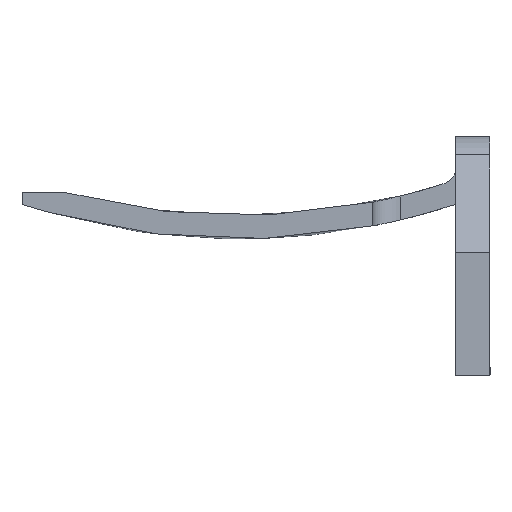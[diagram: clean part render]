
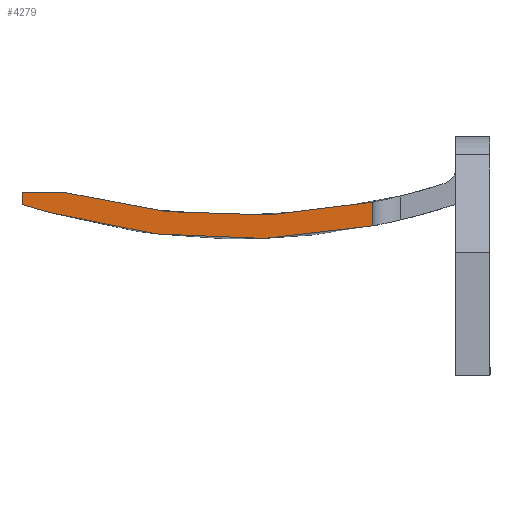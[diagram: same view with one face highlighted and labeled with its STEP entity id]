
A CAD part, front view. The second image highlights one B-rep face of the part: STEP entity #4279.
In plain terms, the highlighted planar face has unit normal (0, -1, 0).
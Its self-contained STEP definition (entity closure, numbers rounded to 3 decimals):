
#1905 = CYLINDRICAL_SURFACE('',#1906,50.743);
#1906 = AXIS2_PLACEMENT_3D('',#1907,#1908,#1909);
#1907 = CARTESIAN_POINT('',(16.169,-108.5,76.743));
#1908 = DIRECTION('',(0.,1.,0.));
#1909 = DIRECTION('',(1.,0.,0.));
#1960 = CYLINDRICAL_SURFACE('',#1961,49.043);
#1961 = AXIS2_PLACEMENT_3D('',#1962,#1963,#1964);
#1962 = CARTESIAN_POINT('',(16.169,-108.5,76.743));
#1963 = DIRECTION('',(0.,1.,0.));
#1964 = DIRECTION('',(1.,0.,0.));
#2677 = VERTEX_POINT('',#2678);
#2678 = CARTESIAN_POINT('',(2.309,-158.5,27.93));
#2692 = PLANE('',#2693);
#2693 = AXIS2_PLACEMENT_3D('',#2694,#2695,#2696);
#2694 = CARTESIAN_POINT('',(2.309,-108.5,27.93));
#2695 = DIRECTION('',(-0.273,0.,
    -0.962));
#2696 = DIRECTION('',(-0.962,0.,0.273)
  );
#2704 = EDGE_CURVE('',#2677,#2705,#2707,.T.);
#2705 = VERTEX_POINT('',#2706);
#2706 = CARTESIAN_POINT('',(25.948,-158.5,26.951));
#2707 = SURFACE_CURVE('',#2708,(#2713,#2720),.PCURVE_S1.);
#2708 = CIRCLE('',#2709,50.743);
#2709 = AXIS2_PLACEMENT_3D('',#2710,#2711,#2712);
#2710 = CARTESIAN_POINT('',(16.169,-158.5,76.743));
#2711 = DIRECTION('',(0.,-1.,0.));
#2712 = DIRECTION('',(1.,0.,0.));
#2713 = PCURVE('',#1905,#2714);
#2714 = DEFINITIONAL_REPRESENTATION('',(#2715),#2719);
#2715 = LINE('',#2716,#2717);
#2716 = CARTESIAN_POINT('',(-0.,-50.));
#2717 = VECTOR('',#2718,1.);
#2718 = DIRECTION('',(-1.,0.));
#2719 = ( GEOMETRIC_REPRESENTATION_CONTEXT(2) 
PARAMETRIC_REPRESENTATION_CONTEXT() REPRESENTATION_CONTEXT('2D SPACE',''
  ) );
#2720 = PCURVE('',#2721,#2726);
#2721 = PLANE('',#2722);
#2722 = AXIS2_PLACEMENT_3D('',#2723,#2724,#2725);
#2723 = CARTESIAN_POINT('',(17.731,-158.5,28.195));
#2724 = DIRECTION('',(0.,1.,0.));
#2725 = DIRECTION('',(0.,0.,1.));
#2726 = DEFINITIONAL_REPRESENTATION('',(#2727),#2735);
#2727 = ( BOUNDED_CURVE() B_SPLINE_CURVE(2,(#2728,#2729,#2730,#2731,
#2732,#2733,#2734),.UNSPECIFIED.,.T.,.F.) B_SPLINE_CURVE_WITH_KNOTS((1,2
    ,2,2,2,1),(-2.094,0.,2.094,4.189,
6.283,8.378),.UNSPECIFIED.) CURVE() 
GEOMETRIC_REPRESENTATION_ITEM() RATIONAL_B_SPLINE_CURVE((1.,0.5,1.,0.5,
1.,0.5,1.)) REPRESENTATION_ITEM('') );
#2728 = CARTESIAN_POINT('',(48.547,49.181));
#2729 = CARTESIAN_POINT('',(136.436,49.181));
#2730 = CARTESIAN_POINT('',(92.492,-26.933));
#2731 = CARTESIAN_POINT('',(48.547,-103.047));
#2732 = CARTESIAN_POINT('',(4.603,-26.933));
#2733 = CARTESIAN_POINT('',(-39.342,49.181));
#2734 = CARTESIAN_POINT('',(48.547,49.181));
#2735 = ( GEOMETRIC_REPRESENTATION_CONTEXT(2) 
PARAMETRIC_REPRESENTATION_CONTEXT() REPRESENTATION_CONTEXT('2D SPACE',''
  ) );
#2753 = PLANE('',#2754);
#2754 = AXIS2_PLACEMENT_3D('',#2755,#2756,#2757);
#2755 = CARTESIAN_POINT('',(25.948,-157.8,31.));
#2756 = DIRECTION('',(-1.,0.,0.));
#2757 = DIRECTION('',(0.,-1.,0.));
#3882 = VERTEX_POINT('',#3883);
#3883 = CARTESIAN_POINT('',(3.368,-158.5,29.4));
#3897 = PLANE('',#3898);
#3898 = AXIS2_PLACEMENT_3D('',#3899,#3900,#3901);
#3899 = CARTESIAN_POINT('',(3.368,-108.5,29.4));
#3900 = DIRECTION('',(0.,0.,-1.));
#3901 = DIRECTION('',(-1.,0.,0.));
#3909 = EDGE_CURVE('',#3882,#3910,#3912,.T.);
#3910 = VERTEX_POINT('',#3911);
#3911 = CARTESIAN_POINT('',(25.948,-158.5,28.685));
#3912 = SURFACE_CURVE('',#3913,(#3918,#3925),.PCURVE_S1.);
#3913 = CIRCLE('',#3914,49.043);
#3914 = AXIS2_PLACEMENT_3D('',#3915,#3916,#3917);
#3915 = CARTESIAN_POINT('',(16.169,-158.5,76.743));
#3916 = DIRECTION('',(0.,-1.,0.));
#3917 = DIRECTION('',(1.,0.,0.));
#3918 = PCURVE('',#1960,#3919);
#3919 = DEFINITIONAL_REPRESENTATION('',(#3920),#3924);
#3920 = LINE('',#3921,#3922);
#3921 = CARTESIAN_POINT('',(-0.,-50.));
#3922 = VECTOR('',#3923,1.);
#3923 = DIRECTION('',(-1.,0.));
#3924 = ( GEOMETRIC_REPRESENTATION_CONTEXT(2) 
PARAMETRIC_REPRESENTATION_CONTEXT() REPRESENTATION_CONTEXT('2D SPACE',''
  ) );
#3925 = PCURVE('',#2721,#3926);
#3926 = DEFINITIONAL_REPRESENTATION('',(#3927),#3935);
#3927 = ( BOUNDED_CURVE() B_SPLINE_CURVE(2,(#3928,#3929,#3930,#3931,
#3932,#3933,#3934),.UNSPECIFIED.,.T.,.F.) B_SPLINE_CURVE_WITH_KNOTS((1,2
    ,2,2,2,1),(-2.094,0.,2.094,4.189,
6.283,8.378),.UNSPECIFIED.) CURVE() 
GEOMETRIC_REPRESENTATION_ITEM() RATIONAL_B_SPLINE_CURVE((1.,0.5,1.,0.5,
1.,0.5,1.)) REPRESENTATION_ITEM('') );
#3928 = CARTESIAN_POINT('',(48.547,47.481));
#3929 = CARTESIAN_POINT('',(133.492,47.481));
#3930 = CARTESIAN_POINT('',(91.02,-26.083));
#3931 = CARTESIAN_POINT('',(48.547,-99.647));
#3932 = CARTESIAN_POINT('',(6.075,-26.083));
#3933 = CARTESIAN_POINT('',(-36.397,47.481));
#3934 = CARTESIAN_POINT('',(48.547,47.481));
#3935 = ( GEOMETRIC_REPRESENTATION_CONTEXT(2) 
PARAMETRIC_REPRESENTATION_CONTEXT() REPRESENTATION_CONTEXT('2D SPACE',''
  ) );
#4259 = EDGE_CURVE('',#2705,#3910,#4260,.T.);
#4260 = SURFACE_CURVE('',#4261,(#4265,#4272),.PCURVE_S1.);
#4261 = LINE('',#4262,#4263);
#4262 = CARTESIAN_POINT('',(25.948,-158.5,29.598));
#4263 = VECTOR('',#4264,1.);
#4264 = DIRECTION('',(0.,0.,1.));
#4265 = PCURVE('',#2753,#4266);
#4266 = DEFINITIONAL_REPRESENTATION('',(#4267),#4271);
#4267 = LINE('',#4268,#4269);
#4268 = CARTESIAN_POINT('',(0.7,-1.402));
#4269 = VECTOR('',#4270,1.);
#4270 = DIRECTION('',(0.,1.));
#4271 = ( GEOMETRIC_REPRESENTATION_CONTEXT(2) 
PARAMETRIC_REPRESENTATION_CONTEXT() REPRESENTATION_CONTEXT('2D SPACE',''
  ) );
#4272 = PCURVE('',#2721,#4273);
#4273 = DEFINITIONAL_REPRESENTATION('',(#4274),#4278);
#4274 = LINE('',#4275,#4276);
#4275 = CARTESIAN_POINT('',(1.402,8.217));
#4276 = VECTOR('',#4277,1.);
#4277 = DIRECTION('',(1.,0.));
#4278 = ( GEOMETRIC_REPRESENTATION_CONTEXT(2) 
PARAMETRIC_REPRESENTATION_CONTEXT() REPRESENTATION_CONTEXT('2D SPACE',''
  ) );
#4279 = ADVANCED_FACE('',(#4280),#2721,.F.);
#4280 = FACE_BOUND('',#4281,.F.);
#4281 = EDGE_LOOP('',(#4282,#4283,#4306,#4334,#4355,#4356));
#4282 = ORIENTED_EDGE('',*,*,#2704,.F.);
#4283 = ORIENTED_EDGE('',*,*,#4284,.T.);
#4284 = EDGE_CURVE('',#2677,#4285,#4287,.T.);
#4285 = VERTEX_POINT('',#4286);
#4286 = CARTESIAN_POINT('',(0.3,-158.5,28.5));
#4287 = SURFACE_CURVE('',#4288,(#4292,#4299),.PCURVE_S1.);
#4288 = LINE('',#4289,#4290);
#4289 = CARTESIAN_POINT('',(2.309,-158.5,27.93));
#4290 = VECTOR('',#4291,1.);
#4291 = DIRECTION('',(-0.962,0.,0.273)
  );
#4292 = PCURVE('',#2721,#4293);
#4293 = DEFINITIONAL_REPRESENTATION('',(#4294),#4298);
#4294 = LINE('',#4295,#4296);
#4295 = CARTESIAN_POINT('',(-0.266,-15.421));
#4296 = VECTOR('',#4297,1.);
#4297 = DIRECTION('',(0.273,-0.962));
#4298 = ( GEOMETRIC_REPRESENTATION_CONTEXT(2) 
PARAMETRIC_REPRESENTATION_CONTEXT() REPRESENTATION_CONTEXT('2D SPACE',''
  ) );
#4299 = PCURVE('',#2692,#4300);
#4300 = DEFINITIONAL_REPRESENTATION('',(#4301),#4305);
#4301 = LINE('',#4302,#4303);
#4302 = CARTESIAN_POINT('',(0.,-50.));
#4303 = VECTOR('',#4304,1.);
#4304 = DIRECTION('',(1.,0.));
#4305 = ( GEOMETRIC_REPRESENTATION_CONTEXT(2) 
PARAMETRIC_REPRESENTATION_CONTEXT() REPRESENTATION_CONTEXT('2D SPACE',''
  ) );
#4306 = ORIENTED_EDGE('',*,*,#4307,.F.);
#4307 = EDGE_CURVE('',#4308,#4285,#4310,.T.);
#4308 = VERTEX_POINT('',#4309);
#4309 = CARTESIAN_POINT('',(0.3,-158.5,29.4));
#4310 = SURFACE_CURVE('',#4311,(#4315,#4322),.PCURVE_S1.);
#4311 = LINE('',#4312,#4313);
#4312 = CARTESIAN_POINT('',(0.3,-158.5,29.4));
#4313 = VECTOR('',#4314,1.);
#4314 = DIRECTION('',(0.,0.,-1.));
#4315 = PCURVE('',#2721,#4316);
#4316 = DEFINITIONAL_REPRESENTATION('',(#4317),#4321);
#4317 = LINE('',#4318,#4319);
#4318 = CARTESIAN_POINT('',(1.205,-17.431));
#4319 = VECTOR('',#4320,1.);
#4320 = DIRECTION('',(-1.,0.));
#4321 = ( GEOMETRIC_REPRESENTATION_CONTEXT(2) 
PARAMETRIC_REPRESENTATION_CONTEXT() REPRESENTATION_CONTEXT('2D SPACE',''
  ) );
#4322 = PCURVE('',#4323,#4328);
#4323 = PLANE('',#4324);
#4324 = AXIS2_PLACEMENT_3D('',#4325,#4326,#4327);
#4325 = CARTESIAN_POINT('',(0.3,-108.5,29.4));
#4326 = DIRECTION('',(1.,0.,0.));
#4327 = DIRECTION('',(0.,0.,-1.));
#4328 = DEFINITIONAL_REPRESENTATION('',(#4329),#4333);
#4329 = LINE('',#4330,#4331);
#4330 = CARTESIAN_POINT('',(0.,-50.));
#4331 = VECTOR('',#4332,1.);
#4332 = DIRECTION('',(1.,0.));
#4333 = ( GEOMETRIC_REPRESENTATION_CONTEXT(2) 
PARAMETRIC_REPRESENTATION_CONTEXT() REPRESENTATION_CONTEXT('2D SPACE',''
  ) );
#4334 = ORIENTED_EDGE('',*,*,#4335,.F.);
#4335 = EDGE_CURVE('',#3882,#4308,#4336,.T.);
#4336 = SURFACE_CURVE('',#4337,(#4341,#4348),.PCURVE_S1.);
#4337 = LINE('',#4338,#4339);
#4338 = CARTESIAN_POINT('',(3.368,-158.5,29.4));
#4339 = VECTOR('',#4340,1.);
#4340 = DIRECTION('',(-1.,0.,0.));
#4341 = PCURVE('',#2721,#4342);
#4342 = DEFINITIONAL_REPRESENTATION('',(#4343),#4347);
#4343 = LINE('',#4344,#4345);
#4344 = CARTESIAN_POINT('',(1.205,-14.362));
#4345 = VECTOR('',#4346,1.);
#4346 = DIRECTION('',(0.,-1.));
#4347 = ( GEOMETRIC_REPRESENTATION_CONTEXT(2) 
PARAMETRIC_REPRESENTATION_CONTEXT() REPRESENTATION_CONTEXT('2D SPACE',''
  ) );
#4348 = PCURVE('',#3897,#4349);
#4349 = DEFINITIONAL_REPRESENTATION('',(#4350),#4354);
#4350 = LINE('',#4351,#4352);
#4351 = CARTESIAN_POINT('',(0.,-50.));
#4352 = VECTOR('',#4353,1.);
#4353 = DIRECTION('',(1.,0.));
#4354 = ( GEOMETRIC_REPRESENTATION_CONTEXT(2) 
PARAMETRIC_REPRESENTATION_CONTEXT() REPRESENTATION_CONTEXT('2D SPACE',''
  ) );
#4355 = ORIENTED_EDGE('',*,*,#3909,.T.);
#4356 = ORIENTED_EDGE('',*,*,#4259,.F.);
